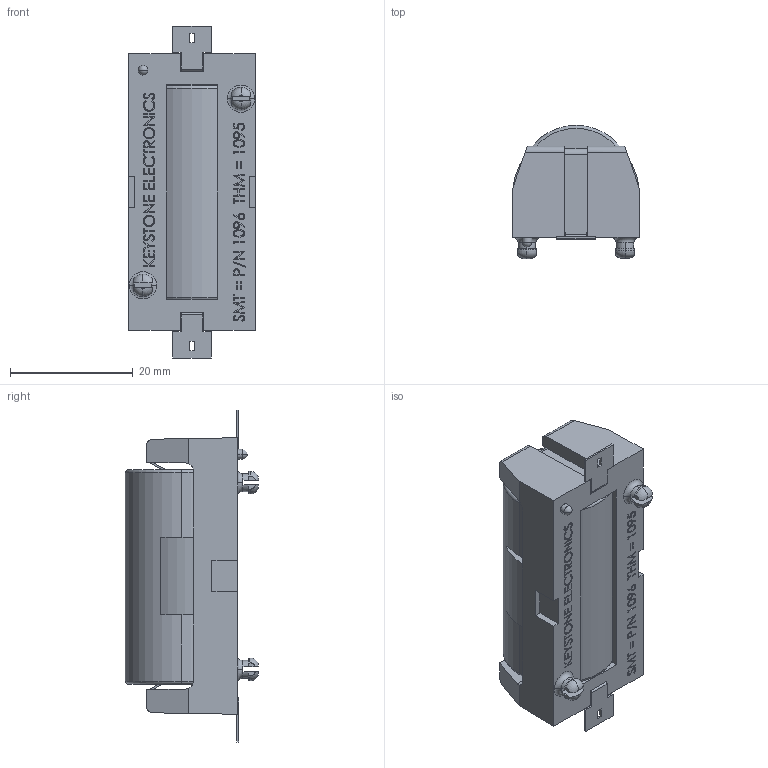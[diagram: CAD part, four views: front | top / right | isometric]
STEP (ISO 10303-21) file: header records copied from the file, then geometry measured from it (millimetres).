
FILE_DESCRIPTION (( 'STEP AP214' ), '1' );
FILE_NAME ('Keystone_1096_w_bat.STEP', '2021-07-23T14:59:23', ( '' ), ( '' ), 'SwSTEP 2.0', 'SolidWorks 2018', '' );
FILE_SCHEMA (( 'AUTOMOTIVE_DESIGN' ));
Length unit declared in the file: millimetre
Products named in the file (3): Li-ion 18350; Keystone_1096_w_bat; Keystone_1096_wo_bat
Assembly tree (2 placements, depth 2):
  Keystone_1096_w_bat
    Keystone_1096_wo_bat
    Li-ion 18350
Bounding box: 20.65 x 21.73 x 54.2 mm (x, y, z)
Volume: 13058.3 mm3; surface area: 7051.1 mm2
Topology: 2 solids, 2 shells, 675 faces, 1838 edges, 1217 vertices
Faces by surface type: plane 469, bspline 143, cylinder 45, torus 16, sphere 2
Entity records: 30431 total; most frequent: CARTESIAN_POINT 13326, ORIENTED_EDGE 3668, DIRECTION 2732, EDGE_CURVE 1834, LINE 1382, VECTOR 1382, VERTEX_POINT 1215, EDGE_LOOP 737
